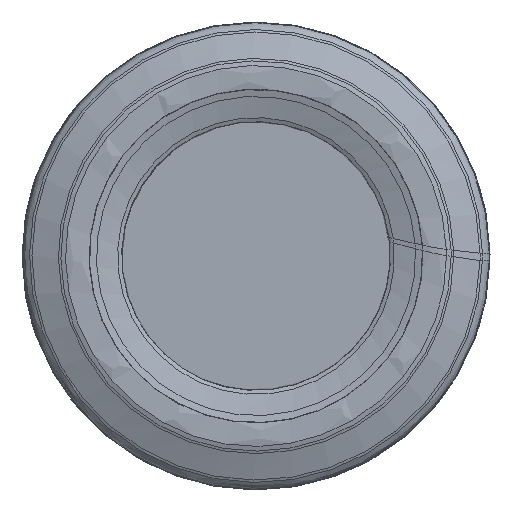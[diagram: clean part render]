
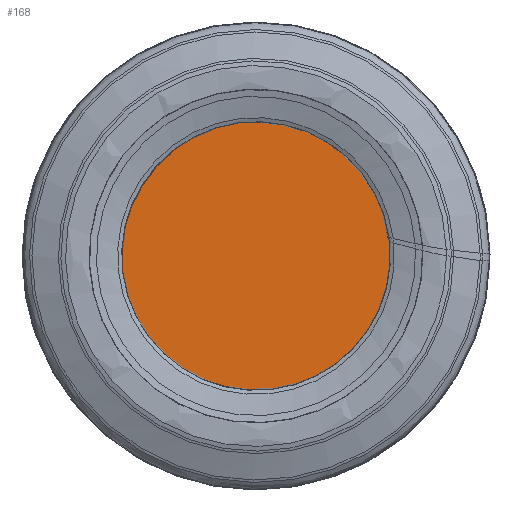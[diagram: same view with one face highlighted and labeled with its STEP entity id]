
A CAD part, left-side view. The second image highlights one B-rep face of the part: STEP entity #168.
In plain terms, the highlighted planar face has unit normal (-1, 0, 0).
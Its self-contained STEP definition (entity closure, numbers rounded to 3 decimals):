
#85=PLANE('',#1165);
#168=ADVANCED_FACE('',(#308),#85,.F.);
#308=FACE_OUTER_BOUND('',#370,.T.);
#370=EDGE_LOOP('',(#755));
#496=CIRCLE('',#1164,8.232);
#755=ORIENTED_EDGE('',*,*,#992,.T.);
#853=VERTEX_POINT('',#2641);
#992=EDGE_CURVE('',#853,#853,#496,.T.);
#1164=AXIS2_PLACEMENT_3D('',#2640,#1413,#1414);
#1165=AXIS2_PLACEMENT_3D('',#2642,#1415,#1416);
#1413=DIRECTION('',(-1.,0.,0.));
#1414=DIRECTION('',(0.,-1.,0.));
#1415=DIRECTION('',(1.,0.,0.));
#1416=DIRECTION('',(0.,1.,0.));
#2640=CARTESIAN_POINT('',(1.5,0.,0.));
#2641=CARTESIAN_POINT('',(1.5,-8.232,0.));
#2642=CARTESIAN_POINT('',(1.5,8.232,0.));
